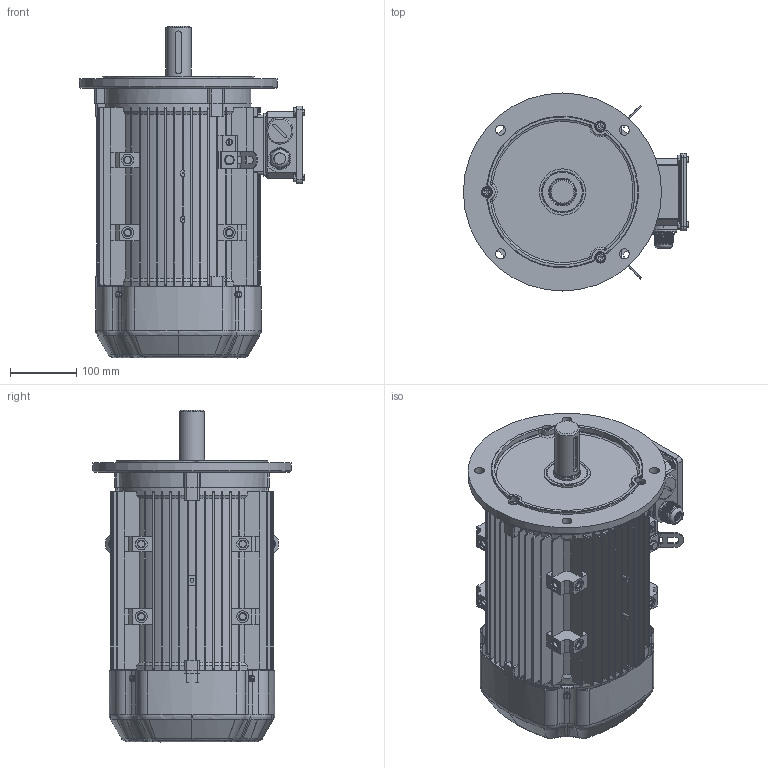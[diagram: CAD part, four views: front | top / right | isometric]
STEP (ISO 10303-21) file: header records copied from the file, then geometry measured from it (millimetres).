
FILE_DESCRIPTION(/* description */ (''),/* implementation_level */ '2;1');
FILE_NAME(/* name */ 'JL-132M-B5.stp',/* time_stamp */ '2016-09-01T13:41:29+08:00',/* author */ (''),/* organization */ (''),/* preprocessor_version */ 'ST-DEVELOPER v16',/* originating_system */ 'SIEMENS PLM Software NX 10.0',/* authorisation */ '');
FILE_SCHEMA (('AUTOMOTIVE_DESIGN { 1 0 10303 214 3 1 1 1 }'));
Products named in the file (1): pc05908BCBsx89
Bounding box: 341 x 300 x 503.01 mm (x, y, z)
Volume: 3763375.2 mm3; surface area: 1838387.8 mm2
Topology: 49 solids, 49 shells, 4808 faces, 13611 edges, 9003 vertices
Faces by surface type: plane 2467, cylinder 1662, bspline 294, torus 193, cone 192
Full cylindrical faces by diameter (mm): 2 x4, 4.2 x4, 4.48 x9, 4.8 x10, 5 x33, 5.3 x5, 5.8 x14, 6 x1, 7.188 x3, 8 x15, 8.58 x2, 9.1 x3, 10 x23, 11 x2, 12 x12, 13 x3, 14.785 x2, 15 x4, 16 x7, 17.188 x1, 18 x12, 20.312 x2, 23.438 x5, 24.219 x6, 25 x13, 25.781 x6, 26 x1, 26.562 x6, 26.953 x1, 30 x5
Entity records: 196461 total; most frequent: CARTESIAN_POINT 75838, ORIENTED_EDGE 25940, DIRECTION 23453, EDGE_CURVE 12970, VERTEX_POINT 8734, AXIS2_PLACEMENT_3D 8208, LINE 7037, VECTOR 7037
